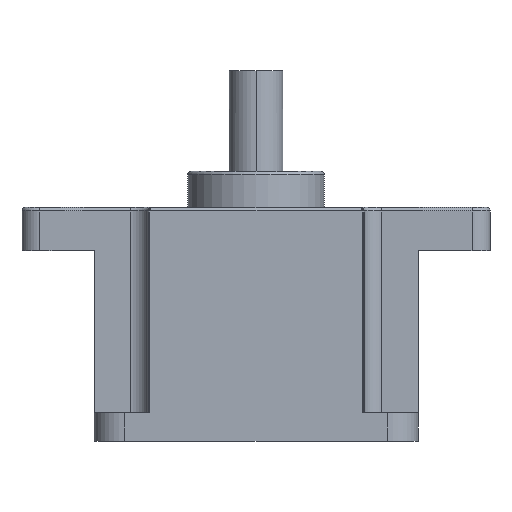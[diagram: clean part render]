
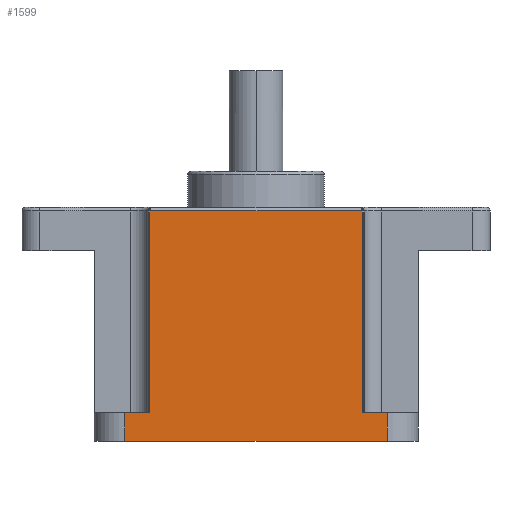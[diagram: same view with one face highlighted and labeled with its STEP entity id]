
A CAD part, front view. The second image highlights one B-rep face of the part: STEP entity #1599.
In plain terms, the highlighted planar face has unit normal (0, -1, 0).
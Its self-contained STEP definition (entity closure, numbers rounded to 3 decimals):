
#1390 = ORIENTED_EDGE ( 'NONE', *, *, #1603, .T. ) ;
#1586 = EDGE_LOOP ( 'NONE', ( #1390, #17447, #17438, #17441, #17450, #17445, #17439, #17448 ) ) ;
#1596 = VERTEX_POINT ( 'NONE', #6691 ) ;
#1599 = ADVANCED_FACE ( 'NONE', ( #6705 ), #6693, .T. ) ;
#1603 = EDGE_CURVE ( 'NONE', #17454, #1615, #6729, .T. ) ;
#1604 = EDGE_CURVE ( 'NONE', #17470, #1596, #6687, .T. ) ;
#1615 = VERTEX_POINT ( 'NONE', #6804 ) ;
#1668 = VERTEX_POINT ( 'NONE', #6848 ) ;
#1669 = EDGE_CURVE ( 'NONE', #1676, #1668, #6852, .T. ) ;
#1676 = VERTEX_POINT ( 'NONE', #6882 ) ;
#6681 = DIRECTION ( 'NONE',  ( 0., 0., -1. ) ) ;
#6682 = DIRECTION ( 'NONE',  ( 0., -1., 0. ) ) ;
#6683 = CARTESIAN_POINT ( 'NONE',  ( 0., -45., -65. ) ) ;
#6686 = CARTESIAN_POINT ( 'NONE',  ( 36.5, -45., -65. ) ) ;
#6687 = LINE ( 'NONE', #6686, #6802 ) ;
#6691 = CARTESIAN_POINT ( 'NONE',  ( 36.5, -45., 0. ) ) ;
#6692 = AXIS2_PLACEMENT_3D ( 'NONE', #6683, #6682, #6681 ) ;
#6693 = PLANE ( 'NONE',  #6692 ) ;
#6705 = FACE_OUTER_BOUND ( 'NONE', #1586, .T. ) ;
#6727 = DIRECTION ( 'NONE',  ( 0., 0., -1. ) ) ;
#6728 = VECTOR ( 'NONE', #6727, 1000. ) ;
#6729 = LINE ( 'NONE', #6730, #6728 ) ;
#6730 = CARTESIAN_POINT ( 'NONE',  ( -29.5, -45., -65. ) ) ;
#6801 = DIRECTION ( 'NONE',  ( 0., 0., 1. ) ) ;
#6802 = VECTOR ( 'NONE', #6801, 1000. ) ;
#6804 = CARTESIAN_POINT ( 'NONE',  ( -29.5, -45., -64. ) ) ;
#6848 = CARTESIAN_POINT ( 'NONE',  ( -36.5, -45., 0. ) ) ;
#6852 = LINE ( 'NONE', #6887, #6886 ) ;
#6882 = CARTESIAN_POINT ( 'NONE',  ( -36.5, -45., -8. ) ) ;
#6885 = DIRECTION ( 'NONE',  ( 0., 0., 1. ) ) ;
#6886 = VECTOR ( 'NONE', #6885, 1000. ) ;
#6887 = CARTESIAN_POINT ( 'NONE',  ( -36.5, -45., -65. ) ) ;
#13355 = CARTESIAN_POINT ( 'NONE',  ( 36.5, -45., -8. ) ) ;
#13436 = VECTOR ( 'NONE', #13579, 1000. ) ;
#13552 = LINE ( 'NONE', #13588, #13585 ) ;
#13557 = CARTESIAN_POINT ( 'NONE',  ( -29.5, -45., -8. ) ) ;
#13567 = DIRECTION ( 'NONE',  ( 1., 0., 0. ) ) ;
#13568 = VECTOR ( 'NONE', #13567, 1000. ) ;
#13569 = CARTESIAN_POINT ( 'NONE',  ( 0., -45., -8. ) ) ;
#13570 = LINE ( 'NONE', #13569, #13568 ) ;
#13574 = DIRECTION ( 'NONE',  ( 1., 0., 0. ) ) ;
#13575 = VECTOR ( 'NONE', #13574, 1000. ) ;
#13576 = CARTESIAN_POINT ( 'NONE',  ( 0., -45., 0. ) ) ;
#13577 = LINE ( 'NONE', #13576, #13575 ) ;
#13579 = DIRECTION ( 'NONE',  ( 1., 0., 0. ) ) ;
#13582 = CARTESIAN_POINT ( 'NONE',  ( 29.5, -45., -64. ) ) ;
#13583 = LINE ( 'NONE', #13582, #13436 ) ;
#13584 = DIRECTION ( 'NONE',  ( 0., 0., 1. ) ) ;
#13585 = VECTOR ( 'NONE', #13584, 1000. ) ;
#13586 = CARTESIAN_POINT ( 'NONE',  ( 29.5, -45., -64. ) ) ;
#13587 = CARTESIAN_POINT ( 'NONE',  ( 29.5, -45., -8. ) ) ;
#13588 = CARTESIAN_POINT ( 'NONE',  ( 29.5, -45., -65. ) ) ;
#13607 = DIRECTION ( 'NONE',  ( 1., 0., 0. ) ) ;
#13608 = VECTOR ( 'NONE', #13607, 1000. ) ;
#13610 = CARTESIAN_POINT ( 'NONE',  ( 0., -45., -8. ) ) ;
#13611 = LINE ( 'NONE', #13610, #13608 ) ;
#17435 = EDGE_CURVE ( 'NONE', #17437, #17436, #13552, .T. ) ;
#17436 = VERTEX_POINT ( 'NONE', #13587 ) ;
#17437 = VERTEX_POINT ( 'NONE', #13586 ) ;
#17438 = ORIENTED_EDGE ( 'NONE', *, *, #17435, .T. ) ;
#17439 = ORIENTED_EDGE ( 'NONE', *, *, #1669, .F. ) ;
#17440 = EDGE_CURVE ( 'NONE', #1615, #17437, #13583, .T. ) ;
#17441 = ORIENTED_EDGE ( 'NONE', *, *, #17444, .T. ) ;
#17442 = EDGE_CURVE ( 'NONE', #1668, #1596, #13577, .T. ) ;
#17444 = EDGE_CURVE ( 'NONE', #17436, #17470, #13570, .T. ) ;
#17445 = ORIENTED_EDGE ( 'NONE', *, *, #17442, .F. ) ;
#17447 = ORIENTED_EDGE ( 'NONE', *, *, #17440, .T. ) ;
#17448 = ORIENTED_EDGE ( 'NONE', *, *, #17458, .T. ) ;
#17450 = ORIENTED_EDGE ( 'NONE', *, *, #1604, .T. ) ;
#17454 = VERTEX_POINT ( 'NONE', #13557 ) ;
#17458 = EDGE_CURVE ( 'NONE', #1676, #17454, #13611, .T. ) ;
#17470 = VERTEX_POINT ( 'NONE', #13355 ) ;
